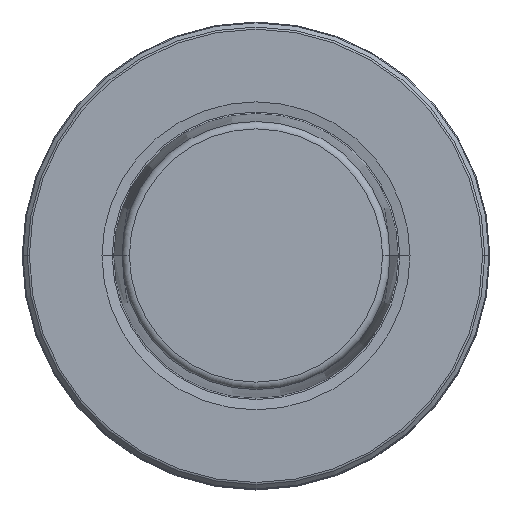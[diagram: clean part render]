
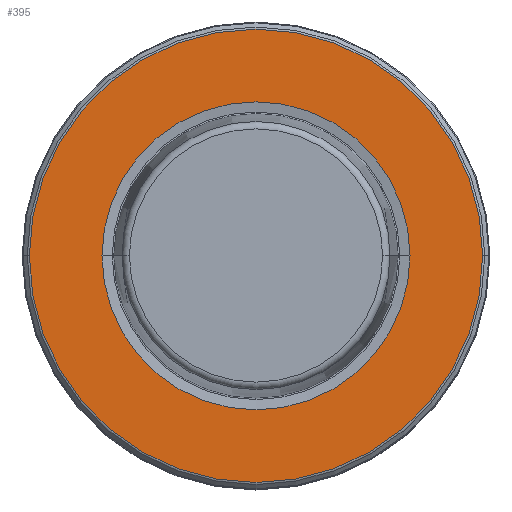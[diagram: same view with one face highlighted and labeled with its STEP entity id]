
A CAD part, top view. The second image highlights one B-rep face of the part: STEP entity #395.
In plain terms, the highlighted planar face has unit normal (0, 0, 1).
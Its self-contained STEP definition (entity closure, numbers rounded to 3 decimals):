
#33 = ORIENTED_EDGE ( 'NONE', *, *, #1243, .T. ) ;
#62 = EDGE_LOOP ( 'NONE', ( #33, #331 ) ) ;
#102 = PLANE ( 'NONE',  #842 ) ;
#139 = CIRCLE ( 'NONE', #164, 20.745 ) ;
#164 = AXIS2_PLACEMENT_3D ( 'NONE', #223, #1241, #1034 ) ;
#200 = DIRECTION ( 'NONE',  ( 1., 0., 0. ) ) ;
#223 = CARTESIAN_POINT ( 'NONE',  ( 0., 0., -5. ) ) ;
#246 = FACE_BOUND ( 'NONE', #911, .T. ) ;
#270 = DIRECTION ( 'NONE',  ( 0., 0., 1. ) ) ;
#313 = CARTESIAN_POINT ( 'NONE',  ( -20.745, 0., -5. ) ) ;
#331 = ORIENTED_EDGE ( 'NONE', *, *, #1225, .T. ) ;
#378 = DIRECTION ( 'NONE',  ( 1., 0., 0. ) ) ;
#395 = ADVANCED_FACE ( 'NONE', ( #1154, #246 ), #102, .T. ) ;
#443 = CIRCLE ( 'NONE', #1048, 20.745 ) ;
#466 = VERTEX_POINT ( 'NONE', #313 ) ;
#498 = CARTESIAN_POINT ( 'NONE',  ( 0., 0., -5. ) ) ;
#568 = DIRECTION ( 'NONE',  ( 1., 0., 0. ) ) ;
#602 = ORIENTED_EDGE ( 'NONE', *, *, #954, .F. ) ;
#628 = CARTESIAN_POINT ( 'NONE',  ( -30.534, 0., -5. ) ) ;
#685 = CIRCLE ( 'NONE', #930, 30.534 ) ;
#701 = AXIS2_PLACEMENT_3D ( 'NONE', #1410, #270, #200 ) ;
#767 = ORIENTED_EDGE ( 'NONE', *, *, #846, .F. ) ;
#782 = CIRCLE ( 'NONE', #701, 30.534 ) ;
#842 = AXIS2_PLACEMENT_3D ( 'NONE', #1033, #1226, #568 ) ;
#846 = EDGE_CURVE ( 'NONE', #466, #1063, #443, .T. ) ;
#871 = VERTEX_POINT ( 'NONE', #1192 ) ;
#911 = EDGE_LOOP ( 'NONE', ( #602, #767 ) ) ;
#930 = AXIS2_PLACEMENT_3D ( 'NONE', #498, #1175, #378 ) ;
#954 = EDGE_CURVE ( 'NONE', #1063, #466, #139, .T. ) ;
#1033 = CARTESIAN_POINT ( 'NONE',  ( 0., 0., -5. ) ) ;
#1034 = DIRECTION ( 'NONE',  ( 1., 0., 0. ) ) ;
#1047 = CARTESIAN_POINT ( 'NONE',  ( 20.745, 0., -5. ) ) ;
#1048 = AXIS2_PLACEMENT_3D ( 'NONE', #1099, #1286, #1322 ) ;
#1063 = VERTEX_POINT ( 'NONE', #1047 ) ;
#1099 = CARTESIAN_POINT ( 'NONE',  ( 0., 0., -5. ) ) ;
#1154 = FACE_OUTER_BOUND ( 'NONE', #62, .T. ) ;
#1175 = DIRECTION ( 'NONE',  ( 0., 0., 1. ) ) ;
#1192 = CARTESIAN_POINT ( 'NONE',  ( 30.534, 0., -5. ) ) ;
#1218 = VERTEX_POINT ( 'NONE', #628 ) ;
#1225 = EDGE_CURVE ( 'NONE', #1218, #871, #782, .T. ) ;
#1226 = DIRECTION ( 'NONE',  ( 0., 0., 1. ) ) ;
#1241 = DIRECTION ( 'NONE',  ( 0., 0., 1. ) ) ;
#1243 = EDGE_CURVE ( 'NONE', #871, #1218, #685, .T. ) ;
#1286 = DIRECTION ( 'NONE',  ( 0., 0., 1. ) ) ;
#1322 = DIRECTION ( 'NONE',  ( 1., 0., 0. ) ) ;
#1410 = CARTESIAN_POINT ( 'NONE',  ( 0., 0., -5. ) ) ;
